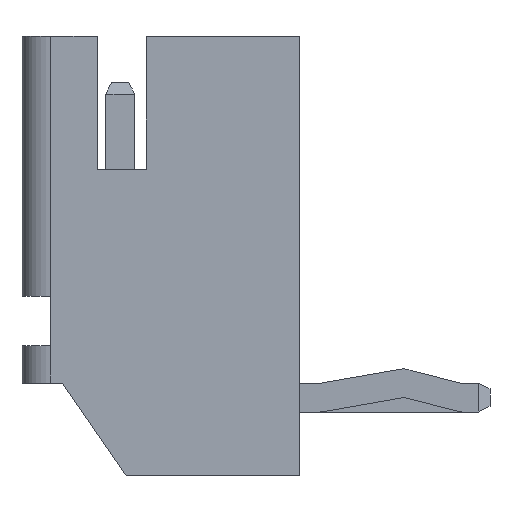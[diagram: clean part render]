
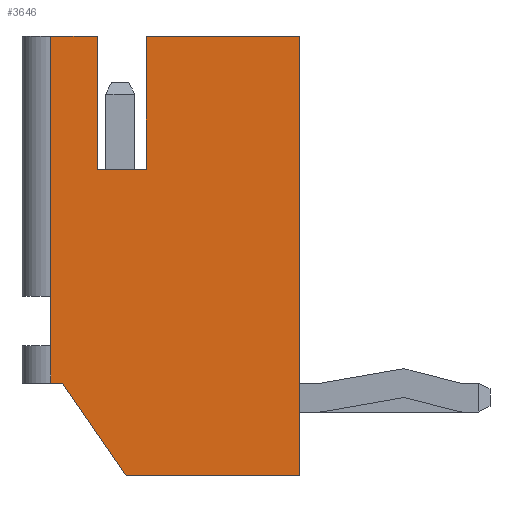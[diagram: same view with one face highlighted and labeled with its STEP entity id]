
A CAD part, left-side view. The second image highlights one B-rep face of the part: STEP entity #3646.
In plain terms, the highlighted planar face has unit normal (-1, 0, 0).
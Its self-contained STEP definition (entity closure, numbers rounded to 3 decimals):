
#1=DIRECTION('',(0.,0.567,0.824));
#2=VECTOR('',#1,1.942);
#3=CARTESIAN_POINT('',(-7.,0.6,-4.6));
#4=LINE('',#3,#2);
#9=DIRECTION('',(0.,0.,-1.));
#10=VECTOR('',#9,0.65);
#11=CARTESIAN_POINT('',(-7.,1.9,-2.35));
#12=LINE('',#11,#10);
#18=DIRECTION('',(0.,1.,0.));
#19=VECTOR('',#18,0.2);
#20=CARTESIAN_POINT('',(-7.,1.7,-3.));
#21=LINE('',#20,#19);
#30=DIRECTION('',(0.,1.,0.));
#31=VECTOR('',#30,3.);
#32=CARTESIAN_POINT('',(-7.,-2.4,-4.6));
#33=LINE('',#32,#31);
#38=DIRECTION('',(0.,0.,-1.));
#39=VECTOR('',#38,7.6);
#40=CARTESIAN_POINT('',(-7.,-2.4,3.));
#41=LINE('',#40,#39);
#86=DIRECTION('',(0.,-1.,0.));
#87=VECTOR('',#86,2.65);
#88=CARTESIAN_POINT('',(-7.,0.25,3.));
#89=LINE('',#88,#87);
#242=DIRECTION('',(0.,0.,-1.));
#243=VECTOR('',#242,0.85);
#244=CARTESIAN_POINT('',(-7.,1.9,-1.5));
#245=LINE('',#244,#243);
#517=DIRECTION('',(0.,-1.,0.));
#518=VECTOR('',#517,0.8);
#519=CARTESIAN_POINT('',(-7.,1.9,3.));
#520=LINE('',#519,#518);
#521=DIRECTION('',(0.,0.,-1.));
#522=VECTOR('',#521,4.5);
#523=CARTESIAN_POINT('',(-7.,1.9,3.));
#524=LINE('',#523,#522);
#706=DIRECTION('',(0.,0.,-1.));
#707=VECTOR('',#706,2.3);
#708=CARTESIAN_POINT('',(-7.,0.25,3.));
#709=LINE('',#708,#707);
#710=DIRECTION('',(0.,1.,0.));
#711=VECTOR('',#710,0.85);
#712=CARTESIAN_POINT('',(-7.,0.25,0.7));
#713=LINE('',#712,#711);
#734=DIRECTION('',(0.,0.,1.));
#735=VECTOR('',#734,2.3);
#736=CARTESIAN_POINT('',(-7.,1.1,0.7));
#737=LINE('',#736,#735);
#3007=CARTESIAN_POINT('',(-7.,1.9,-2.35));
#3008=CARTESIAN_POINT('',(-7.,1.9,-3.));
#3009=VERTEX_POINT('',#3007);
#3010=VERTEX_POINT('',#3008);
#3011=CARTESIAN_POINT('',(-7.,1.7,-3.));
#3012=VERTEX_POINT('',#3011);
#3013=CARTESIAN_POINT('',(-7.,0.6,-4.6));
#3014=VERTEX_POINT('',#3013);
#3015=CARTESIAN_POINT('',(-7.,-2.4,-4.6));
#3016=VERTEX_POINT('',#3015);
#3017=CARTESIAN_POINT('',(-7.,-2.4,3.));
#3018=VERTEX_POINT('',#3017);
#3019=CARTESIAN_POINT('',(-7.,0.25,3.));
#3020=VERTEX_POINT('',#3019);
#3021=CARTESIAN_POINT('',(-7.,0.25,0.7));
#3022=VERTEX_POINT('',#3021);
#3023=CARTESIAN_POINT('',(-7.,1.1,0.7));
#3024=VERTEX_POINT('',#3023);
#3025=CARTESIAN_POINT('',(-7.,1.1,3.));
#3026=VERTEX_POINT('',#3025);
#3027=CARTESIAN_POINT('',(-7.,1.9,3.));
#3028=VERTEX_POINT('',#3027);
#3029=CARTESIAN_POINT('',(-7.,1.9,-1.5));
#3030=VERTEX_POINT('',#3029);
#3615=CARTESIAN_POINT('',(-7.,-0.25,-0.8));
#3616=DIRECTION('',(1.,0.,0.));
#3617=DIRECTION('',(0.,0.,-1.));
#3618=AXIS2_PLACEMENT_3D('',#3615,#3616,#3617);
#3619=PLANE('',#3618);
#3621=ORIENTED_EDGE('',*,*,#3620,.F.);
#3623=ORIENTED_EDGE('',*,*,#3622,.F.);
#3625=ORIENTED_EDGE('',*,*,#3624,.F.);
#3627=ORIENTED_EDGE('',*,*,#3626,.T.);
#3629=ORIENTED_EDGE('',*,*,#3628,.F.);
#3631=ORIENTED_EDGE('',*,*,#3630,.F.);
#3633=ORIENTED_EDGE('',*,*,#3632,.F.);
#3635=ORIENTED_EDGE('',*,*,#3634,.T.);
#3637=ORIENTED_EDGE('',*,*,#3636,.T.);
#3639=ORIENTED_EDGE('',*,*,#3638,.T.);
#3641=ORIENTED_EDGE('',*,*,#3640,.T.);
#3643=ORIENTED_EDGE('',*,*,#3642,.T.);
#3644=EDGE_LOOP('',(#3621,#3623,#3625,#3627,#3629,#3631,#3633,#3635,#3637,#3639,
#3641,#3643));
#3645=FACE_OUTER_BOUND('',#3644,.F.);
#3646=ADVANCED_FACE('',(#3645),#3619,.F.);
#3620=EDGE_CURVE('',#3009,#3010,#12,.T.);
#3622=EDGE_CURVE('',#3030,#3009,#245,.T.);
#3624=EDGE_CURVE('',#3028,#3030,#524,.T.);
#3626=EDGE_CURVE('',#3028,#3026,#520,.T.);
#3628=EDGE_CURVE('',#3024,#3026,#737,.T.);
#3630=EDGE_CURVE('',#3022,#3024,#713,.T.);
#3632=EDGE_CURVE('',#3020,#3022,#709,.T.);
#3634=EDGE_CURVE('',#3020,#3018,#89,.T.);
#3636=EDGE_CURVE('',#3018,#3016,#41,.T.);
#3638=EDGE_CURVE('',#3016,#3014,#33,.T.);
#3640=EDGE_CURVE('',#3014,#3012,#4,.T.);
#3642=EDGE_CURVE('',#3012,#3010,#21,.T.);
